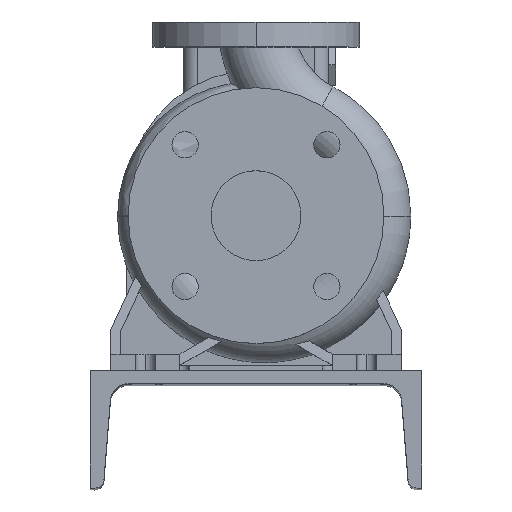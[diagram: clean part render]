
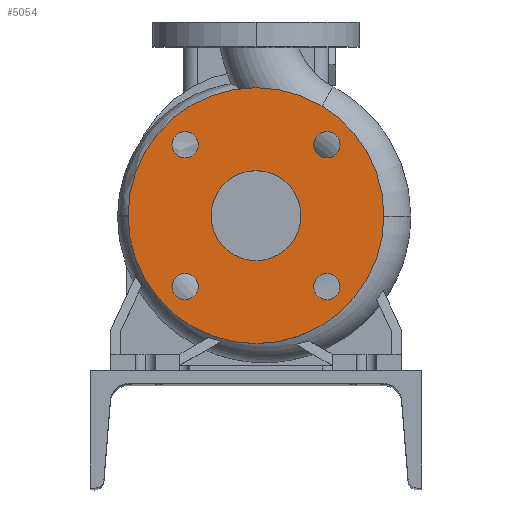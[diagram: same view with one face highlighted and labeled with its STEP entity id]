
A CAD part, top view. The second image highlights one B-rep face of the part: STEP entity #5054.
In plain terms, the highlighted planar face has unit normal (0, 0, 1).
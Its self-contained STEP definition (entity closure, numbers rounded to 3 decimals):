
#3 = CARTESIAN_POINT ( 'NONE',  ( 0., 0., 80. ) ) ;
#57 = FACE_OUTER_BOUND ( 'NONE', #13615, .T. ) ;
#81 = CIRCLE ( 'NONE', #12475, 9.5 ) ;
#159 = FACE_BOUND ( 'NONE', #3347, .T. ) ;
#268 = CARTESIAN_POINT ( 'NONE',  ( 41.765, 51.265, 80. ) ) ;
#344 = EDGE_CURVE ( 'NONE', #9477, #8578, #8982, .T. ) ;
#535 = DIRECTION ( 'NONE',  ( 1., 0., 0. ) ) ;
#778 = CARTESIAN_POINT ( 'NONE',  ( 60.765, -51.265, 80. ) ) ;
#919 = DIRECTION ( 'NONE',  ( 0., 0., 1. ) ) ;
#979 = ORIENTED_EDGE ( 'NONE', *, *, #4329, .F. ) ;
#997 = ORIENTED_EDGE ( 'NONE', *, *, #14542, .T. ) ;
#1014 = DIRECTION ( 'NONE',  ( 1., 0., 0. ) ) ;
#1127 = AXIS2_PLACEMENT_3D ( 'NONE', #1898, #7969, #3203 ) ;
#1159 = CARTESIAN_POINT ( 'NONE',  ( -92.5, 0., 80. ) ) ;
#1574 = EDGE_CURVE ( 'NONE', #8578, #9477, #3406, .T. ) ;
#1605 = DIRECTION ( 'NONE',  ( 0., 0., 1. ) ) ;
#1669 = CARTESIAN_POINT ( 'NONE',  ( 0., 0., 80. ) ) ;
#1775 = ORIENTED_EDGE ( 'NONE', *, *, #1574, .F. ) ;
#1898 = CARTESIAN_POINT ( 'NONE',  ( 0., 0., 80. ) ) ;
#1946 = CARTESIAN_POINT ( 'NONE',  ( 0., 92.5, 80. ) ) ;
#2107 = CARTESIAN_POINT ( 'NONE',  ( -60.765, -51.265, 80. ) ) ;
#2120 = CIRCLE ( 'NONE', #18039, 9.5 ) ;
#2210 = VERTEX_POINT ( 'NONE', #778 ) ;
#2320 = CARTESIAN_POINT ( 'NONE',  ( -51.265, 51.265, 80. ) ) ;
#2386 = EDGE_CURVE ( 'NONE', #11962, #9309, #2120, .T. ) ;
#2458 = EDGE_LOOP ( 'NONE', ( #2853, #12288 ) ) ;
#2468 = VERTEX_POINT ( 'NONE', #268 ) ;
#2506 = DIRECTION ( 'NONE',  ( 0., 0., 1. ) ) ;
#2762 = CARTESIAN_POINT ( 'NONE',  ( -51.265, 51.265, 80. ) ) ;
#2853 = ORIENTED_EDGE ( 'NONE', *, *, #10473, .F. ) ;
#3073 = CARTESIAN_POINT ( 'NONE',  ( -41.765, -51.265, 80. ) ) ;
#3203 = DIRECTION ( 'NONE',  ( 1., 0., 0. ) ) ;
#3327 = CARTESIAN_POINT ( 'NONE',  ( -51.265, -51.265, 80. ) ) ;
#3345 = DIRECTION ( 'NONE',  ( 0., 0., -1. ) ) ;
#3347 = EDGE_LOOP ( 'NONE', ( #15239, #14211 ) ) ;
#3406 = CIRCLE ( 'NONE', #18996, 9.5 ) ;
#3409 = EDGE_CURVE ( 'NONE', #2468, #17263, #5666, .T. ) ;
#3584 = VERTEX_POINT ( 'NONE', #6046 ) ;
#3944 = AXIS2_PLACEMENT_3D ( 'NONE', #1669, #10710, #7835 ) ;
#3998 = CARTESIAN_POINT ( 'NONE',  ( 51.265, 51.265, 80. ) ) ;
#4002 = VERTEX_POINT ( 'NONE', #15669 ) ;
#4088 = DIRECTION ( 'NONE',  ( 1., 0., 0. ) ) ;
#4150 = DIRECTION ( 'NONE',  ( 0., 0., 1. ) ) ;
#4323 = AXIS2_PLACEMENT_3D ( 'NONE', #2320, #919, #8389 ) ;
#4329 = EDGE_CURVE ( 'NONE', #4002, #12009, #8883, .T. ) ;
#4716 = DIRECTION ( 'NONE',  ( 0., 0., 1. ) ) ;
#4923 = DIRECTION ( 'NONE',  ( 0., 0., 1. ) ) ;
#5008 = VERTEX_POINT ( 'NONE', #1159 ) ;
#5054 = ADVANCED_FACE ( 'NONE', ( #13716, #9308, #17204, #57, #6122, #159 ), #9598, .F. ) ;
#5392 = DIRECTION ( 'NONE',  ( 0., 0., 1. ) ) ;
#5666 = CIRCLE ( 'NONE', #9788, 9.5 ) ;
#5737 = ORIENTED_EDGE ( 'NONE', *, *, #9673, .F. ) ;
#5874 = DIRECTION ( 'NONE',  ( 0., 0., 1. ) ) ;
#6046 = CARTESIAN_POINT ( 'NONE',  ( 41.765, -51.265, 80. ) ) ;
#6122 = FACE_BOUND ( 'NONE', #18905, .T. ) ;
#6175 = DIRECTION ( 'NONE',  ( 1., 0., 0. ) ) ;
#7094 = CARTESIAN_POINT ( 'NONE',  ( -32.5, 0., 80. ) ) ;
#7269 = CIRCLE ( 'NONE', #18430, 92.5 ) ;
#7294 = CARTESIAN_POINT ( 'NONE',  ( -60.765, 51.265, 80. ) ) ;
#7835 = DIRECTION ( 'NONE',  ( 1., 0., 0. ) ) ;
#7969 = DIRECTION ( 'NONE',  ( 0., 0., 1. ) ) ;
#8004 = CARTESIAN_POINT ( 'NONE',  ( 51.265, -51.265, 80. ) ) ;
#8389 = DIRECTION ( 'NONE',  ( 1., 0., 0. ) ) ;
#8578 = VERTEX_POINT ( 'NONE', #3073 ) ;
#8761 = ORIENTED_EDGE ( 'NONE', *, *, #17931, .T. ) ;
#8883 = CIRCLE ( 'NONE', #16874, 32.5 ) ;
#8982 = CIRCLE ( 'NONE', #11523, 9.5 ) ;
#9308 = FACE_BOUND ( 'NONE', #12535, .T. ) ;
#9309 = VERTEX_POINT ( 'NONE', #11674 ) ;
#9477 = VERTEX_POINT ( 'NONE', #2107 ) ;
#9598 = PLANE ( 'NONE',  #17827 ) ;
#9655 = DIRECTION ( 'NONE',  ( 0., 0., 1. ) ) ;
#9673 = EDGE_CURVE ( 'NONE', #17263, #2468, #81, .T. ) ;
#9701 = EDGE_CURVE ( 'NONE', #3584, #2210, #16009, .T. ) ;
#9788 = AXIS2_PLACEMENT_3D ( 'NONE', #18842, #9655, #12654 ) ;
#10242 = AXIS2_PLACEMENT_3D ( 'NONE', #16169, #5392, #4088 ) ;
#10265 = AXIS2_PLACEMENT_3D ( 'NONE', #8004, #4923, #535 ) ;
#10442 = DIRECTION ( 'NONE',  ( 1., 0., 0. ) ) ;
#10473 = EDGE_CURVE ( 'NONE', #2210, #3584, #13801, .T. ) ;
#10710 = DIRECTION ( 'NONE',  ( 0., 0., 1. ) ) ;
#11034 = CARTESIAN_POINT ( 'NONE',  ( -51.265, -51.265, 80. ) ) ;
#11151 = EDGE_CURVE ( 'NONE', #12009, #4002, #18595, .T. ) ;
#11523 = AXIS2_PLACEMENT_3D ( 'NONE', #11034, #1605, #6175 ) ;
#11674 = CARTESIAN_POINT ( 'NONE',  ( -41.765, 51.265, 80. ) ) ;
#11736 = ORIENTED_EDGE ( 'NONE', *, *, #11151, .F. ) ;
#11962 = VERTEX_POINT ( 'NONE', #7294 ) ;
#12009 = VERTEX_POINT ( 'NONE', #7094 ) ;
#12217 = VERTEX_POINT ( 'NONE', #13969 ) ;
#12288 = ORIENTED_EDGE ( 'NONE', *, *, #9701, .F. ) ;
#12376 = DIRECTION ( 'NONE',  ( 1., 0., 0. ) ) ;
#12475 = AXIS2_PLACEMENT_3D ( 'NONE', #3998, #2506, #1014 ) ;
#12535 = EDGE_LOOP ( 'NONE', ( #1775, #17147 ) ) ;
#12595 = DIRECTION ( 'NONE',  ( -1., 0., 0. ) ) ;
#12654 = DIRECTION ( 'NONE',  ( 1., 0., 0. ) ) ;
#13460 = CARTESIAN_POINT ( 'NONE',  ( 0., 0., 80. ) ) ;
#13557 = CIRCLE ( 'NONE', #1127, 92.5 ) ;
#13615 = EDGE_LOOP ( 'NONE', ( #997, #8761 ) ) ;
#13716 = FACE_BOUND ( 'NONE', #2458, .T. ) ;
#13801 = CIRCLE ( 'NONE', #10265, 9.5 ) ;
#13969 = CARTESIAN_POINT ( 'NONE',  ( 92.5, 0., 80. ) ) ;
#14211 = ORIENTED_EDGE ( 'NONE', *, *, #2386, .F. ) ;
#14542 = EDGE_CURVE ( 'NONE', #12217, #5008, #13557, .T. ) ;
#15059 = DIRECTION ( 'NONE',  ( 0., 0., 1. ) ) ;
#15239 = ORIENTED_EDGE ( 'NONE', *, *, #15454, .F. ) ;
#15454 = EDGE_CURVE ( 'NONE', #9309, #11962, #16434, .T. ) ;
#15669 = CARTESIAN_POINT ( 'NONE',  ( 32.5, 0., 80. ) ) ;
#16009 = CIRCLE ( 'NONE', #10242, 9.5 ) ;
#16169 = CARTESIAN_POINT ( 'NONE',  ( 51.265, -51.265, 80. ) ) ;
#16303 = CARTESIAN_POINT ( 'NONE',  ( 60.765, 51.265, 80. ) ) ;
#16434 = CIRCLE ( 'NONE', #4323, 9.5 ) ;
#16874 = AXIS2_PLACEMENT_3D ( 'NONE', #13460, #5874, #10442 ) ;
#17147 = ORIENTED_EDGE ( 'NONE', *, *, #344, .F. ) ;
#17173 = ORIENTED_EDGE ( 'NONE', *, *, #3409, .F. ) ;
#17204 = FACE_BOUND ( 'NONE', #18794, .T. ) ;
#17263 = VERTEX_POINT ( 'NONE', #16303 ) ;
#17827 = AXIS2_PLACEMENT_3D ( 'NONE', #1946, #3345, #12595 ) ;
#17931 = EDGE_CURVE ( 'NONE', #5008, #12217, #7269, .T. ) ;
#18039 = AXIS2_PLACEMENT_3D ( 'NONE', #2762, #4150, #18211 ) ;
#18211 = DIRECTION ( 'NONE',  ( 1., 0., 0. ) ) ;
#18430 = AXIS2_PLACEMENT_3D ( 'NONE', #3, #15059, #19633 ) ;
#18595 = CIRCLE ( 'NONE', #3944, 32.5 ) ;
#18794 = EDGE_LOOP ( 'NONE', ( #979, #11736 ) ) ;
#18842 = CARTESIAN_POINT ( 'NONE',  ( 51.265, 51.265, 80. ) ) ;
#18905 = EDGE_LOOP ( 'NONE', ( #5737, #17173 ) ) ;
#18996 = AXIS2_PLACEMENT_3D ( 'NONE', #3327, #4716, #12376 ) ;
#19633 = DIRECTION ( 'NONE',  ( 1., 0., 0. ) ) ;
